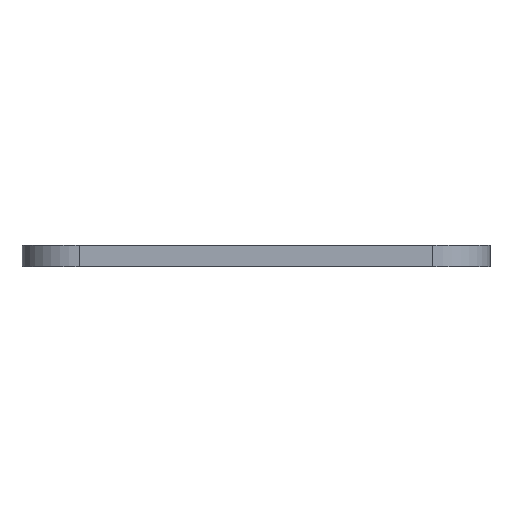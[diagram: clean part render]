
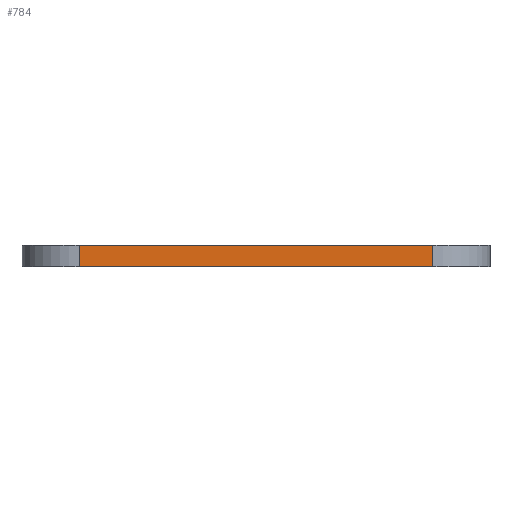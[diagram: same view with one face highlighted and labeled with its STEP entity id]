
A CAD part, left-side view. The second image highlights one B-rep face of the part: STEP entity #784.
In plain terms, the highlighted planar face has unit normal (-1, 0, 0).
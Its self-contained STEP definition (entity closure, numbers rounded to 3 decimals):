
#48=PLANE('',#886);
#86=FACE_OUTER_BOUND('',#131,.T.);
#131=EDGE_LOOP('',(#689,#690,#691,#692));
#200=LINE('',#1325,#268);
#205=LINE('',#1340,#273);
#206=LINE('',#1344,#274);
#207=LINE('',#1346,#275);
#268=VECTOR('',#1092,10.);
#273=VECTOR('',#1109,10.);
#274=VECTOR('',#1114,10.);
#275=VECTOR('',#1117,10.);
#390=VERTEX_POINT('',#1322);
#391=VERTEX_POINT('',#1324);
#395=VERTEX_POINT('',#1338);
#396=VERTEX_POINT('',#1342);
#496=EDGE_CURVE('',#391,#390,#200,.T.);
#504=EDGE_CURVE('',#395,#390,#205,.T.);
#506=EDGE_CURVE('',#391,#396,#206,.T.);
#507=EDGE_CURVE('',#396,#395,#207,.T.);
#689=ORIENTED_EDGE('',*,*,#504,.F.);
#690=ORIENTED_EDGE('',*,*,#507,.F.);
#691=ORIENTED_EDGE('',*,*,#506,.F.);
#692=ORIENTED_EDGE('',*,*,#496,.T.);
#784=ADVANCED_FACE('',(#86),#48,.T.);
#886=AXIS2_PLACEMENT_3D('',#1345,#1115,#1116);
#1092=DIRECTION('',(0.,-1.,0.));
#1109=DIRECTION('',(0.,0.,-1.));
#1114=DIRECTION('',(0.,0.,1.));
#1115=DIRECTION('center_axis',(-1.,0.,0.));
#1116=DIRECTION('ref_axis',(0.,-1.,0.));
#1117=DIRECTION('',(0.,-1.,0.));
#1322=CARTESIAN_POINT('',(-35.5,-10.,0.));
#1324=CARTESIAN_POINT('',(-35.5,10.,0.));
#1325=CARTESIAN_POINT('',(-35.5,13.25,0.));
#1338=CARTESIAN_POINT('',(-35.5,-10.,1.2));
#1340=CARTESIAN_POINT('',(-35.5,-10.,0.));
#1342=CARTESIAN_POINT('',(-35.5,10.,1.2));
#1344=CARTESIAN_POINT('',(-35.5,10.,0.));
#1345=CARTESIAN_POINT('Origin',(-35.5,13.25,0.));
#1346=CARTESIAN_POINT('',(-35.5,13.25,1.2));
